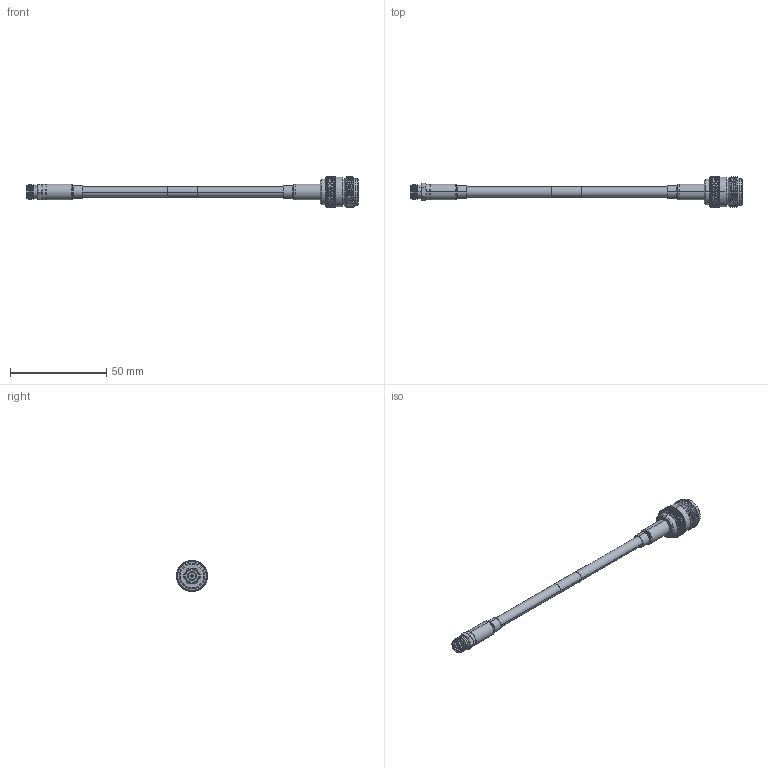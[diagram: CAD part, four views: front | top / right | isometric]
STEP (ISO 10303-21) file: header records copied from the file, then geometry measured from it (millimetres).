
FILE_DESCRIPTION (( 'STEP AP203' ), '1' );
FILE_NAME ('FMCA2747.STEP', '2022-03-09T18:51:17', ( '' ), ( '' ), 'SwSTEP 2.0', 'SolidWorks 2021', '' );
FILE_SCHEMA (( 'CONFIG_CONTROL_DESIGN' ));
Length unit declared in the file: millimetre
Products named in the file (8): FMCN1760; PE4412-MA3; PE4412-MA2; FMCA2747; RG223_with label; FMCN1747___; PE4412-MA1; CA-240-MA1_.75" Long
Assembly tree (8 placements, depth 3):
  FMCA2747
    RG223_with label
    CA-240-MA1_.75" Long  x2
    FMCN1747___
      PE4412-MA1
      PE4412-MA2
      PE4412-MA3
    FMCN1760
Bounding box: 172.5 x 16.01 x 16.01 mm (x, y, z)
Volume: 6622.8 mm3; surface area: 8453.8 mm2
Topology: 9 solids, 9 shells, 2557 faces, 5466 edges, 2942 vertices
Faces by surface type: bspline 1763, cylinder 541, cone 142, plane 95, torus 16
Entity records: 85807 total; most frequent: CARTESIAN_POINT 50351, ORIENTED_EDGE 10836, EDGE_CURVE 5418, VERTEX_POINT 2918, DIRECTION 2713, EDGE_LOOP 2566, ADVANCED_FACE 2535, FACE_OUTER_BOUND 2535
